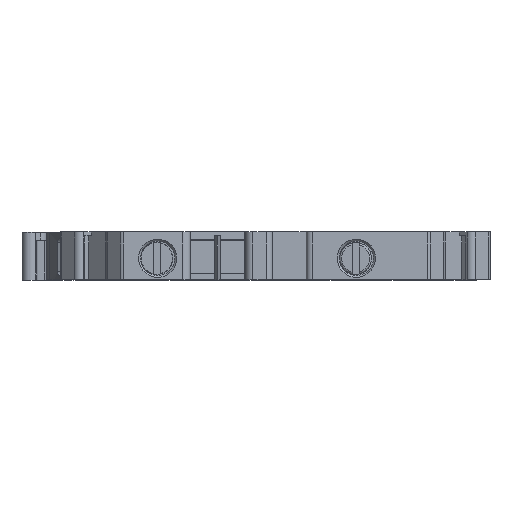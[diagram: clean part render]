
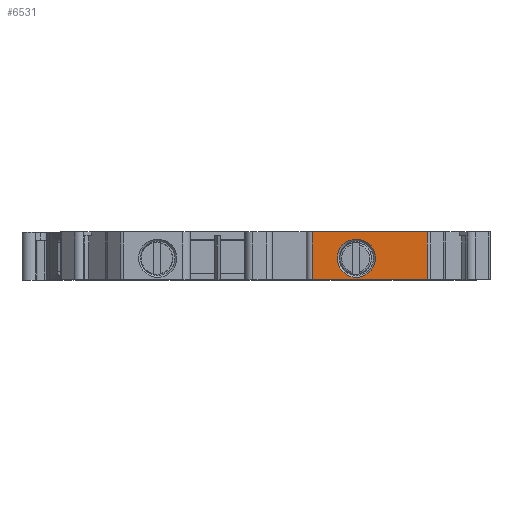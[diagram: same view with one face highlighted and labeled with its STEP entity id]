
A CAD part, top view. The second image highlights one B-rep face of the part: STEP entity #6531.
In plain terms, the highlighted planar face has unit normal (0, 0, 1).
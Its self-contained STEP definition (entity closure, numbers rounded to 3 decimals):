
#319=CIRCLE('',#6885,2.4);
#745=ORIENTED_EDGE('',*,*,#2139,.T.);
#746=ORIENTED_EDGE('',*,*,#1980,.T.);
#747=ORIENTED_EDGE('',*,*,#2138,.T.);
#748=ORIENTED_EDGE('',*,*,#2140,.F.);
#749=ORIENTED_EDGE('',*,*,#2141,.T.);
#1980=EDGE_CURVE('',#2684,#2683,#3148,.T.);
#2138=EDGE_CURVE('',#2683,#2824,#3232,.T.);
#2139=EDGE_CURVE('',#2825,#2825,#319,.T.);
#2140=EDGE_CURVE('',#2826,#2824,#3233,.T.);
#2141=EDGE_CURVE('',#2826,#2684,#3234,.T.);
#2683=VERTEX_POINT('',#8886);
#2684=VERTEX_POINT('',#8888);
#2824=VERTEX_POINT('',#9232);
#2825=VERTEX_POINT('',#9236);
#2826=VERTEX_POINT('',#9238);
#3148=LINE('',#8887,#3560);
#3232=LINE('',#9233,#3644);
#3233=LINE('',#9237,#3645);
#3234=LINE('',#9239,#3646);
#3560=VECTOR('',#7399,1000.);
#3644=VECTOR('',#7643,1000.);
#3645=VECTOR('',#7648,1000.);
#3646=VECTOR('',#7649,1000.);
#3936=EDGE_LOOP('',(#745));
#3937=EDGE_LOOP('',(#746,#747,#748,#749));
#4226=FACE_BOUND('',#3936,.T.);
#4227=FACE_BOUND('',#3937,.T.);
#4510=PLANE('',#6884);
#6531=ADVANCED_FACE('',(#4226,#4227),#4510,.F.);
#6884=AXIS2_PLACEMENT_3D('',#9234,#7644,#7645);
#6885=AXIS2_PLACEMENT_3D('',#9235,#7646,#7647);
#7399=DIRECTION('',(1.,0.,0.));
#7643=DIRECTION('',(0.,1.,0.));
#7644=DIRECTION('',(0.,0.,-1.));
#7645=DIRECTION('',(-1.,0.,0.));
#7646=DIRECTION('',(0.,0.,-1.));
#7647=DIRECTION('',(-1.,0.,0.));
#7648=DIRECTION('',(1.,0.,0.));
#7649=DIRECTION('',(0.,-1.,0.));
#8886=CARTESIAN_POINT('',(17.864,-2.68,17.5));
#8887=CARTESIAN_POINT('',(-40.,-2.68,17.5));
#8888=CARTESIAN_POINT('',(3.381,-2.68,17.5));
#9232=CARTESIAN_POINT('',(17.864,3.32,17.5));
#9233=CARTESIAN_POINT('',(17.864,3.32,17.5));
#9234=CARTESIAN_POINT('',(-40.,3.32,17.5));
#9235=CARTESIAN_POINT('',(8.95,0.,17.5));
#9236=CARTESIAN_POINT('',(6.55,0.,17.5));
#9237=CARTESIAN_POINT('',(-40.,3.32,17.5));
#9238=CARTESIAN_POINT('',(3.381,3.32,17.5));
#9239=CARTESIAN_POINT('',(3.381,3.32,17.5));
